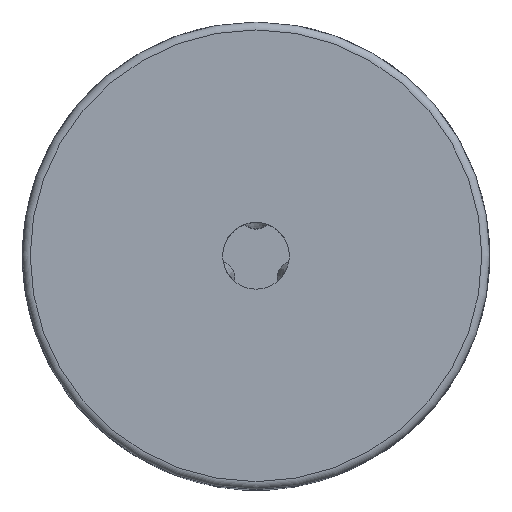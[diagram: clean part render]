
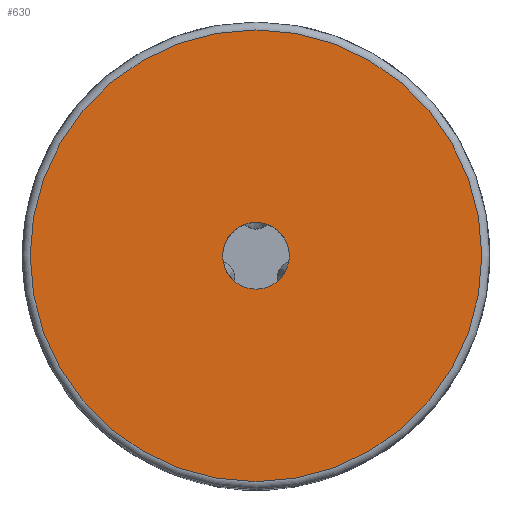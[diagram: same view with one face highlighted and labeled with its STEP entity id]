
A CAD part, top view. The second image highlights one B-rep face of the part: STEP entity #630.
In plain terms, the highlighted planar face has unit normal (0, 0, 1).
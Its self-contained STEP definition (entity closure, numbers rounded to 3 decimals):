
#28=FACE_BOUND('',#196,.T.);
#56=PLANE('',#701);
#152=FACE_OUTER_BOUND('',#195,.T.);
#195=EDGE_LOOP('',(#544));
#196=EDGE_LOOP('',(#545,#546,#547));
#241=CIRCLE('',#699,14.2);
#243=CIRCLE('',#702,2.1);
#244=CIRCLE('',#703,2.1);
#245=CIRCLE('',#704,2.1);
#295=VERTEX_POINT('',#1326);
#296=VERTEX_POINT('',#1330);
#297=VERTEX_POINT('',#1331);
#298=VERTEX_POINT('',#1333);
#379=EDGE_CURVE('',#295,#295,#241,.T.);
#381=EDGE_CURVE('',#296,#297,#243,.T.);
#382=EDGE_CURVE('',#297,#298,#244,.T.);
#383=EDGE_CURVE('',#298,#296,#245,.T.);
#544=ORIENTED_EDGE('',*,*,#379,.F.);
#545=ORIENTED_EDGE('',*,*,#381,.T.);
#546=ORIENTED_EDGE('',*,*,#382,.T.);
#547=ORIENTED_EDGE('',*,*,#383,.T.);
#630=ADVANCED_FACE('',(#152,#28),#56,.T.);
#699=AXIS2_PLACEMENT_3D('',#1327,#853,#854);
#701=AXIS2_PLACEMENT_3D('',#1329,#857,#858);
#702=AXIS2_PLACEMENT_3D('',#1332,#859,#860);
#703=AXIS2_PLACEMENT_3D('',#1334,#861,#862);
#704=AXIS2_PLACEMENT_3D('',#1335,#863,#864);
#853=DIRECTION('center_axis',(0.,0.,-1.));
#854=DIRECTION('ref_axis',(1.,0.,0.));
#857=DIRECTION('center_axis',(0.,0.,1.));
#858=DIRECTION('ref_axis',(1.,0.,0.));
#859=DIRECTION('center_axis',(0.,0.,-1.));
#860=DIRECTION('ref_axis',(1.,0.,0.));
#861=DIRECTION('center_axis',(0.,0.,-1.));
#862=DIRECTION('ref_axis',(1.,0.,0.));
#863=DIRECTION('center_axis',(0.,0.,-1.));
#864=DIRECTION('ref_axis',(1.,0.,0.));
#1326=CARTESIAN_POINT('',(-14.2,0.,33.184));
#1327=CARTESIAN_POINT('Origin',(0.,0.,33.184));
#1329=CARTESIAN_POINT('Origin',(0.,0.,33.184));
#1330=CARTESIAN_POINT('',(1.819,-1.05,33.184));
#1331=CARTESIAN_POINT('',(-1.819,-1.05,33.184));
#1332=CARTESIAN_POINT('Origin',(0.,0.,33.184));
#1333=CARTESIAN_POINT('',(0.,2.1,33.184));
#1334=CARTESIAN_POINT('Origin',(0.,0.,33.184));
#1335=CARTESIAN_POINT('Origin',(0.,0.,33.184));
